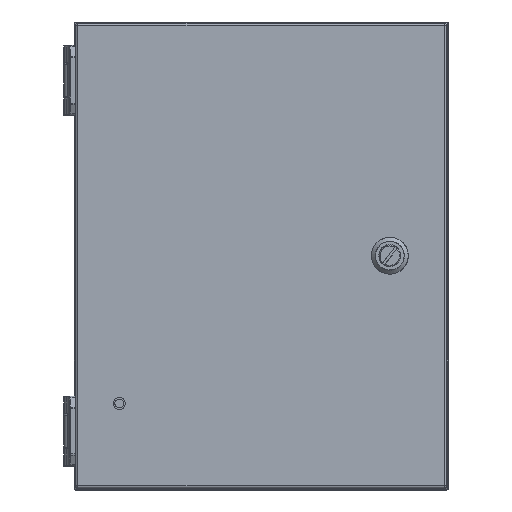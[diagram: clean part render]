
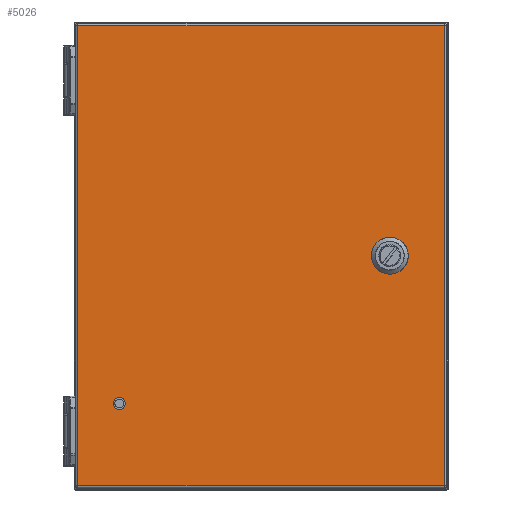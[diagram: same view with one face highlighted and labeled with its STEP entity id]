
A CAD part, top view. The second image highlights one B-rep face of the part: STEP entity #5026.
In plain terms, the highlighted planar face has unit normal (0, 0, 1).
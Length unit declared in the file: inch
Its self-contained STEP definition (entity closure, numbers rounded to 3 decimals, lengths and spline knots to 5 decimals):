
#1442 = LINE ( 'NONE', #9753, #15156 ) ;
#1790 = CARTESIAN_POINT ( 'NONE',  ( 2.8399, -0.30753, 6.18673 ) ) ;
#2007 = CARTESIAN_POINT ( 'NONE',  ( -0.00055, 0., 6.18673 ) ) ;
#2029 = CARTESIAN_POINT ( 'NONE',  ( 3.91945, -4.92, 6.18673 ) ) ;
#2219 = DIRECTION ( 'NONE',  ( 0., 0., 1. ) ) ;
#3445 = DIRECTION ( 'NONE',  ( 0., 0., 1. ) ) ;
#4113 = CARTESIAN_POINT ( 'NONE',  ( 2.66301, -0.30753, 6.18673 ) ) ;
#4775 = ORIENTED_EDGE ( 'NONE', *, *, #38948, .T. ) ;
#4801 = LINE ( 'NONE', #35776, #30834 ) ;
#4989 = CARTESIAN_POINT ( 'NONE',  ( 3.96945, -4.92, 6.18673 ) ) ;
#5026 = ADVANCED_FACE ( 'NONE', ( #43113, #19705 ), #8572, .T. ) ;
#5481 = CARTESIAN_POINT ( 'NONE',  ( 2.75145, 0., 6.18673 ) ) ;
#5602 = VECTOR ( 'NONE', #44107, 39.37008 ) ;
#5629 = VERTEX_POINT ( 'NONE', #19199 ) ;
#5935 = EDGE_CURVE ( 'NONE', #35557, #26392, #30629, .T. ) ;
#6217 = CARTESIAN_POINT ( 'NONE',  ( 2.75145, 0., 6.18673 ) ) ;
#7157 = LINE ( 'NONE', #37874, #31297 ) ;
#7331 = EDGE_CURVE ( 'NONE', #26392, #22302, #4801, .T. ) ;
#7389 = ORIENTED_EDGE ( 'NONE', *, *, #5935, .F. ) ;
#7867 = LINE ( 'NONE', #36474, #35450 ) ;
#8480 = CARTESIAN_POINT ( 'NONE',  ( -3.92055, 4.92, 6.18673 ) ) ;
#8572 = PLANE ( 'NONE',  #18492 ) ;
#9041 = ORIENTED_EDGE ( 'NONE', *, *, #45174, .T. ) ;
#9306 = DIRECTION ( 'NONE',  ( 0., 0., 1. ) ) ;
#9571 = ORIENTED_EDGE ( 'NONE', *, *, #32814, .F. ) ;
#9753 = CARTESIAN_POINT ( 'NONE',  ( 1.17746, -1.17801, 6.18673 ) ) ;
#10758 = AXIS2_PLACEMENT_3D ( 'NONE', #47691, #13148, #15950 ) ;
#11459 = AXIS2_PLACEMENT_3D ( 'NONE', #5481, #9306, #13351 ) ;
#12202 = DIRECTION ( 'NONE',  ( 0., 1., 0. ) ) ;
#13083 = VERTEX_POINT ( 'NONE', #8480 ) ;
#13148 = DIRECTION ( 'NONE',  ( 0., 0., 1. ) ) ;
#13297 = VECTOR ( 'NONE', #36842, 39.37008 ) ;
#13351 = DIRECTION ( 'NONE',  ( 1., 0., 0. ) ) ;
#13500 = ORIENTED_EDGE ( 'NONE', *, *, #48213, .F. ) ;
#13763 = VERTEX_POINT ( 'NONE', #16517 ) ;
#14110 = CARTESIAN_POINT ( 'NONE',  ( 3.05899, 0.08845, 6.18673 ) ) ;
#14834 = ORIENTED_EDGE ( 'NONE', *, *, #21837, .F. ) ;
#14903 = LINE ( 'NONE', #29232, #25359 ) ;
#15156 = VECTOR ( 'NONE', #39735, 39.37008 ) ;
#15483 = CARTESIAN_POINT ( 'NONE',  ( 1.57344, 1.57399, 6.18673 ) ) ;
#15530 = CARTESIAN_POINT ( 'NONE',  ( 2.44392, 0.08845, 6.18673 ) ) ;
#15950 = DIRECTION ( 'NONE',  ( 1., 0., 0. ) ) ;
#16457 = VERTEX_POINT ( 'NONE', #2029 ) ;
#16517 = CARTESIAN_POINT ( 'NONE',  ( -3.92055, -4.92, 6.18673 ) ) ;
#16518 = CARTESIAN_POINT ( 'NONE',  ( 3.91945, 4.92, 6.18673 ) ) ;
#17287 = EDGE_LOOP ( 'NONE', ( #9041, #44362, #4775, #44162 ) ) ;
#17418 = DIRECTION ( 'NONE',  ( 0., 0., 1. ) ) ;
#17997 = CIRCLE ( 'NONE', #20405, 0.32 ) ;
#18004 = LINE ( 'NONE', #21280, #13297 ) ;
#18492 = AXIS2_PLACEMENT_3D ( 'NONE', #2007, #17418, #35748 ) ;
#18736 = LINE ( 'NONE', #15483, #34043 ) ;
#19199 = CARTESIAN_POINT ( 'NONE',  ( 2.8399, 0.30753, 6.18673 ) ) ;
#19705 = FACE_OUTER_BOUND ( 'NONE', #17287, .T. ) ;
#19746 = EDGE_CURVE ( 'NONE', #41974, #13083, #14903, .T. ) ;
#20405 = AXIS2_PLACEMENT_3D ( 'NONE', #49890, #3445, #34704 ) ;
#20916 = LINE ( 'NONE', #4989, #5602 ) ;
#21280 = CARTESIAN_POINT ( 'NONE',  ( 1.17746, 1.17801, 6.18673 ) ) ;
#21535 = ORIENTED_EDGE ( 'NONE', *, *, #34811, .F. ) ;
#21837 = EDGE_CURVE ( 'NONE', #38066, #35566, #1442, .T. ) ;
#22173 = ORIENTED_EDGE ( 'NONE', *, *, #35220, .F. ) ;
#22302 = VERTEX_POINT ( 'NONE', #28571 ) ;
#22741 = VERTEX_POINT ( 'NONE', #32944 ) ;
#25359 = VECTOR ( 'NONE', #30220, 39.37008 ) ;
#26392 = VERTEX_POINT ( 'NONE', #1790 ) ;
#28571 = CARTESIAN_POINT ( 'NONE',  ( 3.05899, -0.08845, 6.18673 ) ) ;
#29072 = ORIENTED_EDGE ( 'NONE', *, *, #47460, .F. ) ;
#29232 = CARTESIAN_POINT ( 'NONE',  ( -0.00055, 4.92, 6.18673 ) ) ;
#30220 = DIRECTION ( 'NONE',  ( -1., 0., 0. ) ) ;
#30629 = CIRCLE ( 'NONE', #48423, 0.32 ) ;
#30834 = VECTOR ( 'NONE', #32040, 39.37008 ) ;
#31297 = VECTOR ( 'NONE', #12202, 39.37008 ) ;
#32040 = DIRECTION ( 'NONE',  ( 0.707, 0.707, 0. ) ) ;
#32814 = EDGE_CURVE ( 'NONE', #22302, #43222, #45283, .T. ) ;
#32944 = CARTESIAN_POINT ( 'NONE',  ( 2.44392, -0.08845, 6.18673 ) ) ;
#33567 = ORIENTED_EDGE ( 'NONE', *, *, #7331, .F. ) ;
#34043 = VECTOR ( 'NONE', #45942, 39.37008 ) ;
#34704 = DIRECTION ( 'NONE',  ( 1., 0., 0. ) ) ;
#34811 = EDGE_CURVE ( 'NONE', #22741, #35557, #18004, .T. ) ;
#35220 = EDGE_CURVE ( 'NONE', #5629, #38066, #41360, .T. ) ;
#35450 = VECTOR ( 'NONE', #40282, 39.37008 ) ;
#35557 = VERTEX_POINT ( 'NONE', #4113 ) ;
#35566 = VERTEX_POINT ( 'NONE', #15530 ) ;
#35748 = DIRECTION ( 'NONE',  ( 1., 0., 0. ) ) ;
#35776 = CARTESIAN_POINT ( 'NONE',  ( 1.57344, -1.57399, 6.18673 ) ) ;
#36474 = CARTESIAN_POINT ( 'NONE',  ( -3.92055, -4.97, 6.18673 ) ) ;
#36842 = DIRECTION ( 'NONE',  ( 0.707, -0.707, 0. ) ) ;
#37874 = CARTESIAN_POINT ( 'NONE',  ( 3.91945, 0., 6.18673 ) ) ;
#38066 = VERTEX_POINT ( 'NONE', #48749 ) ;
#38948 = EDGE_CURVE ( 'NONE', #16457, #41974, #7157, .T. ) ;
#39735 = DIRECTION ( 'NONE',  ( -0.707, -0.707, 0. ) ) ;
#40282 = DIRECTION ( 'NONE',  ( 0., -1., 0. ) ) ;
#41360 = CIRCLE ( 'NONE', #10758, 0.32 ) ;
#41974 = VERTEX_POINT ( 'NONE', #16518 ) ;
#43113 = FACE_BOUND ( 'NONE', #48430, .T. ) ;
#43222 = VERTEX_POINT ( 'NONE', #14110 ) ;
#44096 = EDGE_CURVE ( 'NONE', #13763, #16457, #20916, .T. ) ;
#44107 = DIRECTION ( 'NONE',  ( 1., 0., 0. ) ) ;
#44162 = ORIENTED_EDGE ( 'NONE', *, *, #19746, .T. ) ;
#44362 = ORIENTED_EDGE ( 'NONE', *, *, #44096, .T. ) ;
#45174 = EDGE_CURVE ( 'NONE', #13083, #13763, #7867, .T. ) ;
#45283 = CIRCLE ( 'NONE', #11459, 0.32 ) ;
#45942 = DIRECTION ( 'NONE',  ( -0.707, 0.707, 0. ) ) ;
#47460 = EDGE_CURVE ( 'NONE', #43222, #5629, #18736, .T. ) ;
#47691 = CARTESIAN_POINT ( 'NONE',  ( 2.75145, 0., 6.18673 ) ) ;
#47865 = DIRECTION ( 'NONE',  ( 1., 0., 0. ) ) ;
#48213 = EDGE_CURVE ( 'NONE', #35566, #22741, #17997, .T. ) ;
#48423 = AXIS2_PLACEMENT_3D ( 'NONE', #6217, #2219, #47865 ) ;
#48430 = EDGE_LOOP ( 'NONE', ( #13500, #14834, #22173, #29072, #9571, #33567, #7389, #21535 ) ) ;
#48749 = CARTESIAN_POINT ( 'NONE',  ( 2.66301, 0.30753, 6.18673 ) ) ;
#49890 = CARTESIAN_POINT ( 'NONE',  ( 2.75145, 0., 6.18673 ) ) ;
